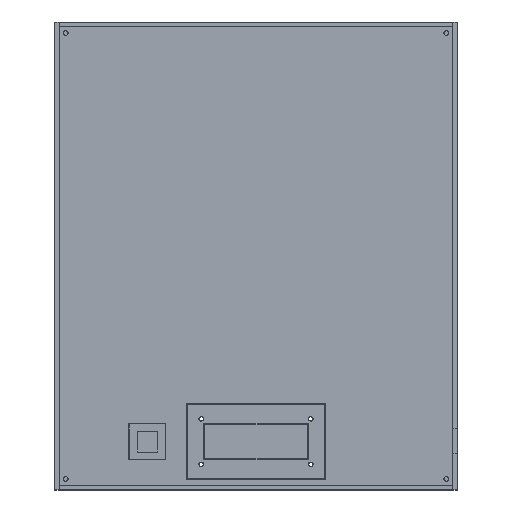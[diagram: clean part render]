
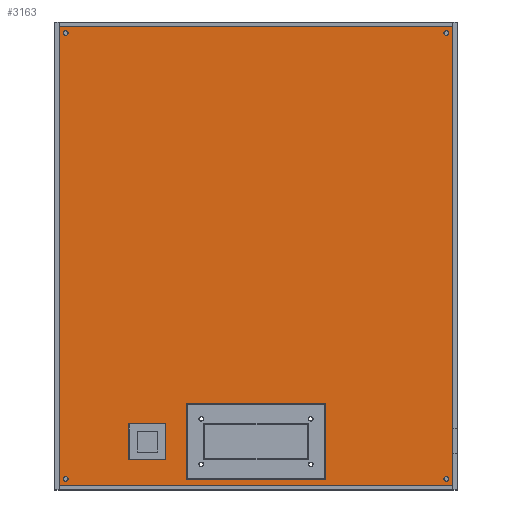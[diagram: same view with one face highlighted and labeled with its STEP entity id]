
A CAD part, top view. The second image highlights one B-rep face of the part: STEP entity #3163.
In plain terms, the highlighted planar face has unit normal (0, 0, 1).
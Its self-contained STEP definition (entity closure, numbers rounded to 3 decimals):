
#270=CIRCLE('',#3549,1.6);
#272=CIRCLE('',#3552,1.6);
#274=CIRCLE('',#3555,1.6);
#276=CIRCLE('',#3558,1.6);
#355=FACE_BOUND('',#731,.T.);
#356=FACE_BOUND('',#732,.T.);
#357=FACE_BOUND('',#733,.T.);
#358=FACE_BOUND('',#734,.T.);
#359=FACE_BOUND('',#735,.T.);
#360=FACE_BOUND('',#736,.T.);
#504=FACE_OUTER_BOUND('',#730,.T.);
#730=EDGE_LOOP('',(#2655,#2656,#2657,#2658));
#731=EDGE_LOOP('',(#2659,#2660,#2661,#2662));
#732=EDGE_LOOP('',(#2663,#2664,#2665,#2666));
#733=EDGE_LOOP('',(#2667));
#734=EDGE_LOOP('',(#2668));
#735=EDGE_LOOP('',(#2669));
#736=EDGE_LOOP('',(#2670));
#989=LINE('',#5111,#1304);
#992=LINE('',#5117,#1307);
#995=LINE('',#5123,#1310);
#998=LINE('',#5127,#1313);
#1001=LINE('',#5135,#1316);
#1004=LINE('',#5141,#1319);
#1007=LINE('',#5147,#1322);
#1010=LINE('',#5151,#1325);
#1013=LINE('',#5159,#1328);
#1016=LINE('',#5165,#1331);
#1019=LINE('',#5171,#1334);
#1022=LINE('',#5175,#1337);
#1304=VECTOR('',#4239,10.);
#1307=VECTOR('',#4244,10.);
#1310=VECTOR('',#4249,10.);
#1313=VECTOR('',#4254,10.);
#1316=VECTOR('',#4259,10.);
#1319=VECTOR('',#4264,10.);
#1322=VECTOR('',#4269,10.);
#1325=VECTOR('',#4274,10.);
#1328=VECTOR('',#4279,10.);
#1331=VECTOR('',#4284,10.);
#1334=VECTOR('',#4289,10.);
#1337=VECTOR('',#4294,10.);
#1600=VERTEX_POINT('',#5081);
#1602=VERTEX_POINT('',#5087);
#1604=VERTEX_POINT('',#5093);
#1606=VERTEX_POINT('',#5099);
#1610=VERTEX_POINT('',#5108);
#1611=VERTEX_POINT('',#5110);
#1613=VERTEX_POINT('',#5116);
#1615=VERTEX_POINT('',#5122);
#1618=VERTEX_POINT('',#5132);
#1619=VERTEX_POINT('',#5134);
#1621=VERTEX_POINT('',#5140);
#1623=VERTEX_POINT('',#5146);
#1626=VERTEX_POINT('',#5156);
#1627=VERTEX_POINT('',#5158);
#1629=VERTEX_POINT('',#5164);
#1631=VERTEX_POINT('',#5170);
#1949=EDGE_CURVE('',#1600,#1600,#270,.T.);
#1952=EDGE_CURVE('',#1602,#1602,#272,.T.);
#1955=EDGE_CURVE('',#1604,#1604,#274,.T.);
#1958=EDGE_CURVE('',#1606,#1606,#276,.T.);
#1963=EDGE_CURVE('',#1611,#1610,#989,.T.);
#1966=EDGE_CURVE('',#1613,#1611,#992,.T.);
#1969=EDGE_CURVE('',#1615,#1613,#995,.T.);
#1972=EDGE_CURVE('',#1610,#1615,#998,.T.);
#1975=EDGE_CURVE('',#1619,#1618,#1001,.T.);
#1978=EDGE_CURVE('',#1621,#1619,#1004,.T.);
#1981=EDGE_CURVE('',#1623,#1621,#1007,.T.);
#1984=EDGE_CURVE('',#1618,#1623,#1010,.T.);
#1987=EDGE_CURVE('',#1627,#1626,#1013,.T.);
#1990=EDGE_CURVE('',#1629,#1627,#1016,.T.);
#1993=EDGE_CURVE('',#1631,#1629,#1019,.T.);
#1996=EDGE_CURVE('',#1626,#1631,#1022,.T.);
#2655=ORIENTED_EDGE('',*,*,#1996,.T.);
#2656=ORIENTED_EDGE('',*,*,#1993,.T.);
#2657=ORIENTED_EDGE('',*,*,#1990,.T.);
#2658=ORIENTED_EDGE('',*,*,#1987,.T.);
#2659=ORIENTED_EDGE('',*,*,#1984,.T.);
#2660=ORIENTED_EDGE('',*,*,#1981,.T.);
#2661=ORIENTED_EDGE('',*,*,#1978,.T.);
#2662=ORIENTED_EDGE('',*,*,#1975,.T.);
#2663=ORIENTED_EDGE('',*,*,#1972,.T.);
#2664=ORIENTED_EDGE('',*,*,#1969,.T.);
#2665=ORIENTED_EDGE('',*,*,#1966,.T.);
#2666=ORIENTED_EDGE('',*,*,#1963,.T.);
#2667=ORIENTED_EDGE('',*,*,#1958,.T.);
#2668=ORIENTED_EDGE('',*,*,#1955,.T.);
#2669=ORIENTED_EDGE('',*,*,#1952,.T.);
#2670=ORIENTED_EDGE('',*,*,#1949,.T.);
#3006=PLANE('',#3572);
#3163=ADVANCED_FACE('',(#504,#355,#356,#357,#358,#359,#360),#3006,.T.);
#3549=AXIS2_PLACEMENT_3D('',#5082,#4209,#4210);
#3552=AXIS2_PLACEMENT_3D('',#5088,#4216,#4217);
#3555=AXIS2_PLACEMENT_3D('',#5094,#4223,#4224);
#3558=AXIS2_PLACEMENT_3D('',#5100,#4230,#4231);
#3572=AXIS2_PLACEMENT_3D('',#5176,#4295,#4296);
#4209=DIRECTION('center_axis',(0.,0.,-1.));
#4210=DIRECTION('ref_axis',(-1.,0.,0.));
#4216=DIRECTION('center_axis',(0.,0.,-1.));
#4217=DIRECTION('ref_axis',(-1.,0.,0.));
#4223=DIRECTION('center_axis',(0.,0.,-1.));
#4224=DIRECTION('ref_axis',(-1.,0.,0.));
#4230=DIRECTION('center_axis',(0.,0.,-1.));
#4231=DIRECTION('ref_axis',(-1.,0.,0.));
#4239=DIRECTION('',(0.,1.,0.));
#4244=DIRECTION('',(-1.,0.,0.));
#4249=DIRECTION('',(0.,-1.,0.));
#4254=DIRECTION('',(1.,0.,0.));
#4259=DIRECTION('',(0.,-1.,0.));
#4264=DIRECTION('',(1.,0.,0.));
#4269=DIRECTION('',(0.,1.,0.));
#4274=DIRECTION('',(-1.,0.,0.));
#4279=DIRECTION('',(-1.,0.,0.));
#4284=DIRECTION('',(0.,1.,0.));
#4289=DIRECTION('',(1.,0.,0.));
#4294=DIRECTION('',(0.,-1.,0.));
#4295=DIRECTION('center_axis',(0.,0.,1.));
#4296=DIRECTION('ref_axis',(-1.,0.,0.));
#5081=CARTESIAN_POINT('',(132.6,153.5,8.6));
#5082=CARTESIAN_POINT('Origin',(131.,153.5,8.6));
#5087=CARTESIAN_POINT('',(132.6,-153.5,8.6));
#5088=CARTESIAN_POINT('Origin',(131.,-153.5,8.6));
#5093=CARTESIAN_POINT('',(-129.4,153.5,8.6));
#5094=CARTESIAN_POINT('Origin',(-131.,153.5,8.6));
#5099=CARTESIAN_POINT('',(-129.4,-153.5,8.6));
#5100=CARTESIAN_POINT('Origin',(-131.,-153.5,8.6));
#5108=CARTESIAN_POINT('',(-48.,-101.858,8.6));
#5110=CARTESIAN_POINT('',(-48.,-153.858,8.6));
#5111=CARTESIAN_POINT('',(-48.,-153.858,8.6));
#5116=CARTESIAN_POINT('',(48.,-153.858,8.6));
#5117=CARTESIAN_POINT('',(48.,-153.858,8.6));
#5122=CARTESIAN_POINT('',(48.,-101.858,8.6));
#5123=CARTESIAN_POINT('',(48.,-101.858,8.6));
#5127=CARTESIAN_POINT('',(-48.,-101.858,8.6));
#5132=CARTESIAN_POINT('',(-62.5,-140.358,8.6));
#5134=CARTESIAN_POINT('',(-62.5,-115.358,8.6));
#5135=CARTESIAN_POINT('',(-62.5,-115.358,8.6));
#5140=CARTESIAN_POINT('',(-87.5,-115.358,8.6));
#5141=CARTESIAN_POINT('',(-87.5,-115.358,8.6));
#5146=CARTESIAN_POINT('',(-87.5,-140.358,8.6));
#5147=CARTESIAN_POINT('',(-87.5,-140.358,8.6));
#5151=CARTESIAN_POINT('',(-62.5,-140.358,8.6));
#5156=CARTESIAN_POINT('',(-135.6,158.1,8.6));
#5158=CARTESIAN_POINT('',(135.6,158.1,8.6));
#5159=CARTESIAN_POINT('',(-135.6,158.1,8.6));
#5164=CARTESIAN_POINT('',(135.6,-158.1,8.6));
#5165=CARTESIAN_POINT('',(135.6,-136.02,8.6));
#5170=CARTESIAN_POINT('',(-135.6,-158.1,8.6));
#5171=CARTESIAN_POINT('',(135.6,-158.1,8.6));
#5175=CARTESIAN_POINT('',(-135.6,-161.1,8.6));
#5176=CARTESIAN_POINT('Origin',(0.,0.,8.6));
